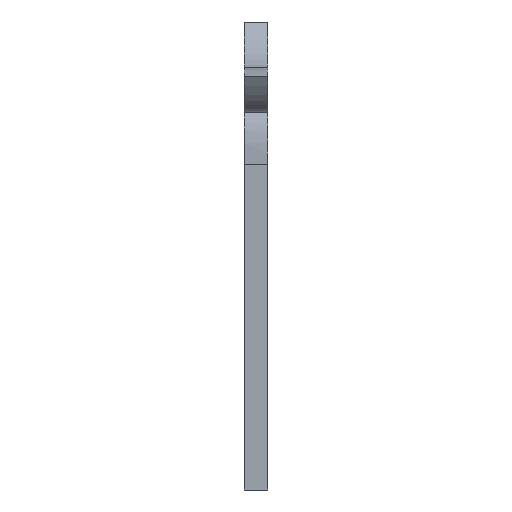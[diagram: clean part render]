
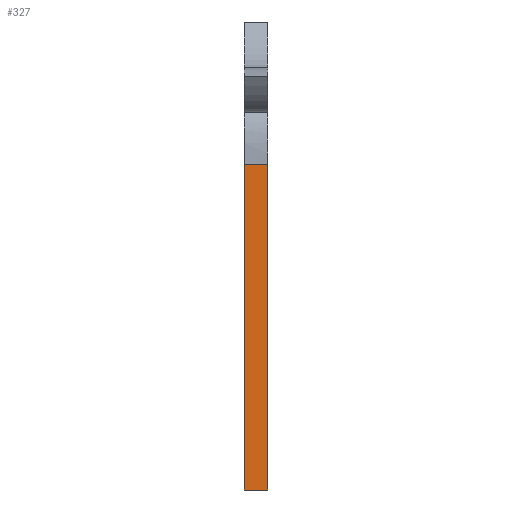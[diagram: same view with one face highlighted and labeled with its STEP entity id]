
A CAD part, left-side view. The second image highlights one B-rep face of the part: STEP entity #327.
In plain terms, the highlighted planar face has unit normal (-1, 0, 0).
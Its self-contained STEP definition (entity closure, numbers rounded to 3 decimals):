
#15=PLANE('',#349);
#31=FACE_OUTER_BOUND('',#49,.T.);
#49=EDGE_LOOP('',(#249,#250,#251,#252));
#67=LINE('',#850,#91);
#68=LINE('',#853,#92);
#69=LINE('',#855,#93);
#70=LINE('',#856,#94);
#91=VECTOR('',#367,10.);
#92=VECTOR('',#370,10.);
#93=VECTOR('',#371,10.);
#94=VECTOR('',#372,10.);
#149=VERTEX_POINT('',#830);
#150=VERTEX_POINT('',#840);
#151=VERTEX_POINT('',#852);
#152=VERTEX_POINT('',#854);
#191=EDGE_CURVE('',#149,#150,#67,.T.);
#192=EDGE_CURVE('',#151,#149,#68,.T.);
#193=EDGE_CURVE('',#152,#150,#69,.T.);
#194=EDGE_CURVE('',#151,#152,#70,.T.);
#249=ORIENTED_EDGE('',*,*,#192,.T.);
#250=ORIENTED_EDGE('',*,*,#191,.T.);
#251=ORIENTED_EDGE('',*,*,#193,.F.);
#252=ORIENTED_EDGE('',*,*,#194,.F.);
#327=ADVANCED_FACE('',(#31),#15,.T.);
#349=AXIS2_PLACEMENT_3D('',#851,#368,#369);
#367=DIRECTION('',(0.,1.,0.));
#368=DIRECTION('center_axis',(-1.,0.,0.));
#369=DIRECTION('ref_axis',(0.,0.,1.));
#370=DIRECTION('',(0.,0.,1.));
#371=DIRECTION('',(0.,0.,1.));
#372=DIRECTION('',(0.,1.,0.));
#830=CARTESIAN_POINT('',(-15.,0.,-54.136));
#840=CARTESIAN_POINT('',(-15.,25.,-54.136));
#850=CARTESIAN_POINT('',(-15.,0.,-54.136));
#851=CARTESIAN_POINT('Origin',(-15.,0.,-410.));
#852=CARTESIAN_POINT('',(-15.,0.,-410.));
#853=CARTESIAN_POINT('',(-15.,0.,-410.));
#854=CARTESIAN_POINT('',(-15.,25.,-410.));
#855=CARTESIAN_POINT('',(-15.,25.,-410.));
#856=CARTESIAN_POINT('',(-15.,0.,-410.));
